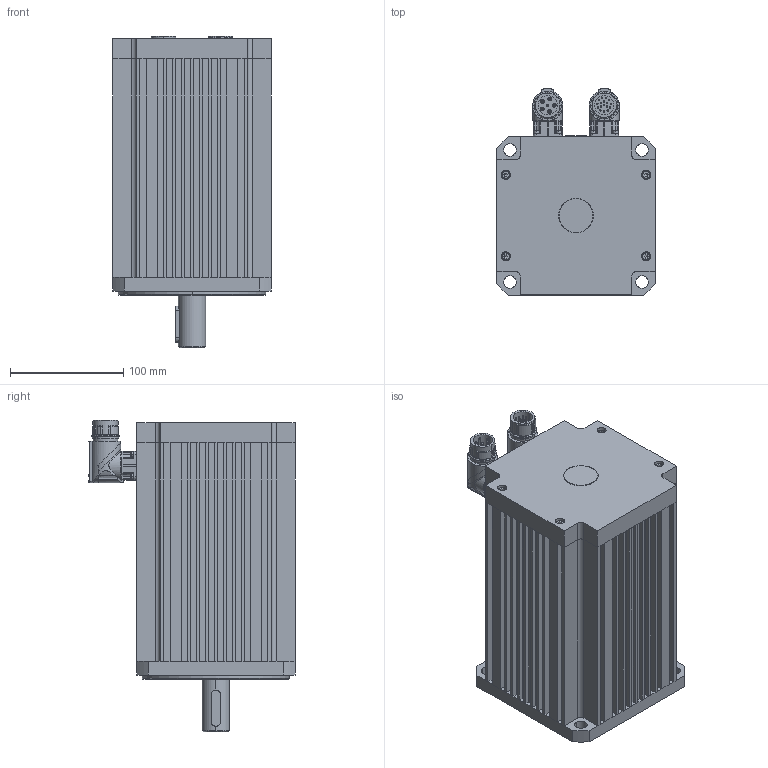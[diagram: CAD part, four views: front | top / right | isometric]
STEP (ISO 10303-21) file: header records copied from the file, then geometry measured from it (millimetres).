
FILE_DESCRIPTION((''),'2;1');
FILE_NAME('FP-1714 + Encoder Quantum QR145-07.stp','2012-05-23T12:27:33',('arodrigo'),(''),'Autodesk Inventor 9','Autodesk Inventor 9','');
FILE_SCHEMA(('AUTOMOTIVE_DESIGN { 1 0 10303 214 1 1 1 1 }'));
Length unit declared in the file: millimetre
Products named in the file (1): Pieza1
Bounding box: 140 x 182.15 x 275.36 mm (x, y, z)
Volume: 3825937.8 mm3; surface area: 300967.8 mm2
Topology: 26 solids, 26 shells, 1265 faces, 3266 edges, 2018 vertices
Faces by surface type: plane 574, cylinder 390, bspline 119, cone 88, torus 48, sphere 46
Entity records: 39266 total; most frequent: CARTESIAN_POINT 9146, DIRECTION 6373, ORIENTED_EDGE 6256, EDGE_CURVE 3128, AXIS2_PLACEMENT_3D 2367, VERTEX_POINT 2018, VECTOR 1639, LINE 1639
